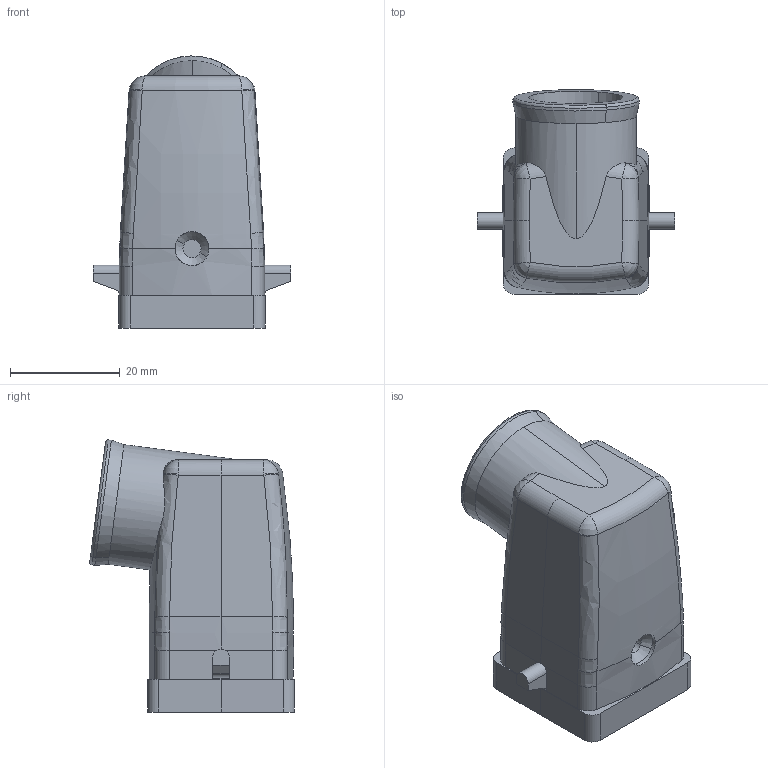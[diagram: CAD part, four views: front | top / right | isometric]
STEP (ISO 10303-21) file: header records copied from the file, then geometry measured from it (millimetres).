
FILE_DESCRIPTION(('CATIA V5R24 STEP','CAx-IF Rec.Pracs.--- Model Styling and Organization---1.2---2011-12-15'),'2;1');
FILE_NAME ('13491123_3', '2018-08-27T07:50:01+00:00', ('Weidmueller Interface'), ('Weidmueller'), 'CATIA Version 5-6 Release 2014 SP4 HF52', 'CATIA V5 STEP AP214', 'none');
FILE_SCHEMA(('AUTOMOTIVE_DESIGN { 1 0 10303 214 1 1 1 1 }'));
Length unit declared in the file: millimetre
Products named in the file (1): 1652400000
Bounding box: 36 x 37.28 x 49.63 mm (x, y, z)
Volume: 10397.5 mm3; surface area: 10358.2 mm2
Topology: 1 solids, 1 shells, 132 faces, 347 edges, 214 vertices
Faces by surface type: plane 47, cylinder 38, bspline 22, cone 11, torus 6, extrusion 4, revolution 4
Entity records: 5291 total; most frequent: CARTESIAN_POINT 2458, ORIENTED_EDGE 682, DIRECTION 389, EDGE_CURVE 341, VERTEX_POINT 214, AXIS2_PLACEMENT_3D 151, VECTOR 148, LINE 144
